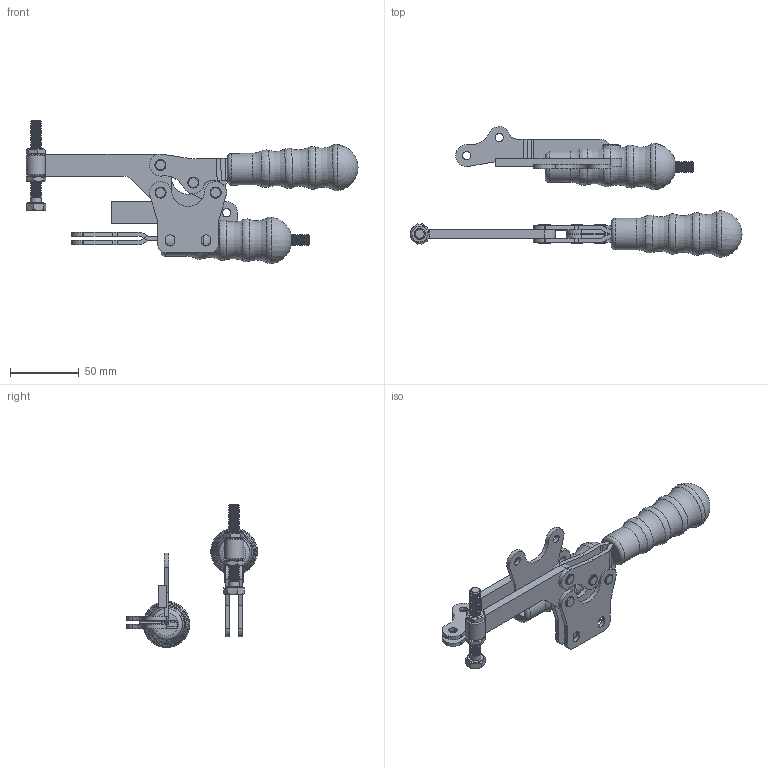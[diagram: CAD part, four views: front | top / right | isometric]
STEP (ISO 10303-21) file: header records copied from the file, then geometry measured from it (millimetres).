
FILE_DESCRIPTION( ( 'Unknown' ), '1' );
FILE_NAME( '130-MR_UPINKA.stp', 'Unknown', ( 'Unknown' ), ( 'Unknown' ), 'PSStep 14.0', 'Unknown', ' ' );
FILE_SCHEMA( ( 'AUTOMOTIVE_DESIGN { 1 0 10303 214 1 1 1 1 }' ) );
Length unit declared in the file: millimetre
Products named in the file (20): 130006-M_TAHLO; Assem1; 130006_TAHLO; 130006_TAHLO-oa0; 820001_POUZDRO 6x6; 820001_POUZDRO 6x6-oa1; 130007_TELO; 130007_TELO-oa2; 130010_UPINACI PAKA; 900001_OKO SROUBU; 940003_RUKOJET 16x6; 720814_NYT 6x14; 720814_NYT 6x14-oa3; 720814_NYT 6x14-oa4; 720814_NYT 6x14-oa5; 800064_SROUB M8x60-CSN ISO 4017; 800005_MATICE M8_DIN4398; 800005_MATICE M8_DIN4398-oa6; 130002_OVLADACI PAKA L; 130003_OVLADACI PAKA P
Bounding box: 241.11 x 94.93 x 104.08 mm (x, y, z)
Volume: 178485.1 mm3; surface area: 94998.7 mm2
Topology: 40 solids, 40 shells, 900 faces, 1990 edges, 1190 vertices
Faces by surface type: cylinder 272, cone 266, plane 242, torus 116, sphere 2, bspline 2
Full cylindrical faces by diameter (mm): 6 x28, 6.02 x6, 6.647 x12, 8 x106, 8.02 x6, 8.1 x12, 9 x2, 11.63 x2, 14 x2, 22.877 x2
Entity records: 14058 total; most frequent: DIRECTION 1937, CARTESIAN_POINT 1778, ORIENTED_EDGE 1328, AXIS2_PLACEMENT_3D 862, EDGE_LOOP 761, EDGE_CURVE 664, FACE_OUTER_BOUND 578, VERTEX_POINT 547
